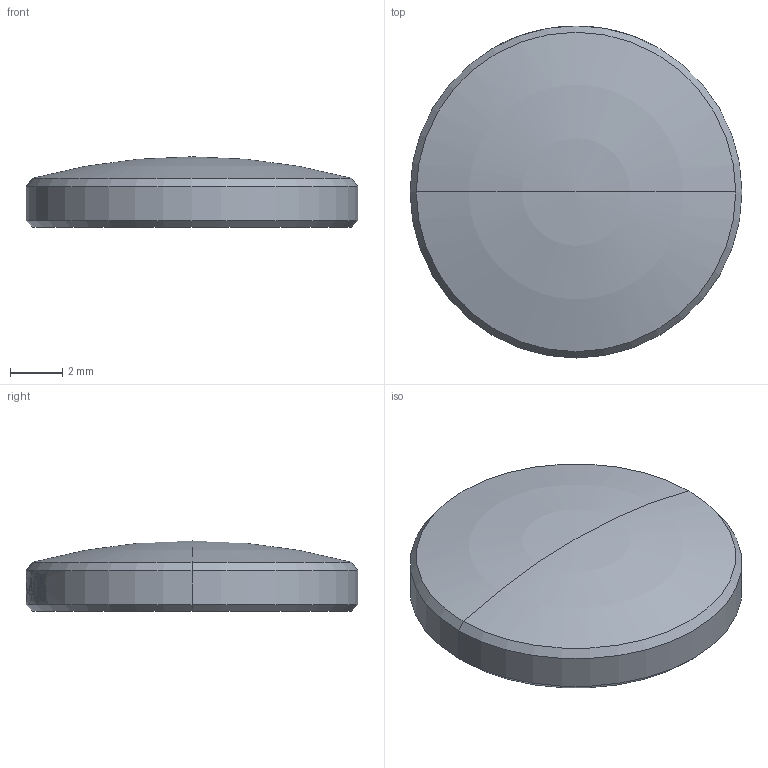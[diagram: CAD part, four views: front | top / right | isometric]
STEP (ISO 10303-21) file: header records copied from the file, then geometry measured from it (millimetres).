
FILE_DESCRIPTION (( 'STEP AP214' ), '1' );
FILE_NAME ('CTN016813-E0W.STEP', '2020-12-31T08:58:13', ( '' ), ( '' ), 'SwSTEP 2.0', 'SolidWorks 2018', '' );
FILE_SCHEMA (( 'AUTOMOTIVE_DESIGN' ));
Length unit declared in the file: inch
Products named in the file (2): CTN016833; CTN016813-E0W
Assembly tree (1 placements, depth 2):
  CTN016813-E0W
    CTN016833
Bounding box: 12.7 x 12.7 x 2.69 mm (x, y, z)
Volume: 282.4 mm3; surface area: 317.6 mm2
Topology: 1 solids, 1 shells, 24 faces, 130 edges, 121 vertices
Faces by surface type: cylinder 17, cone 4, torus 2, plane 1
Entity records: 2136 total; most frequent: CARTESIAN_POINT 1056, ORIENTED_EDGE 256, DIRECTION 161, EDGE_CURVE 128, VERTEX_POINT 121, AXIS2_PLACEMENT_3D 67, B_SPLINE_CURVE_WITH_KNOTS 62, CIRCLE 39
